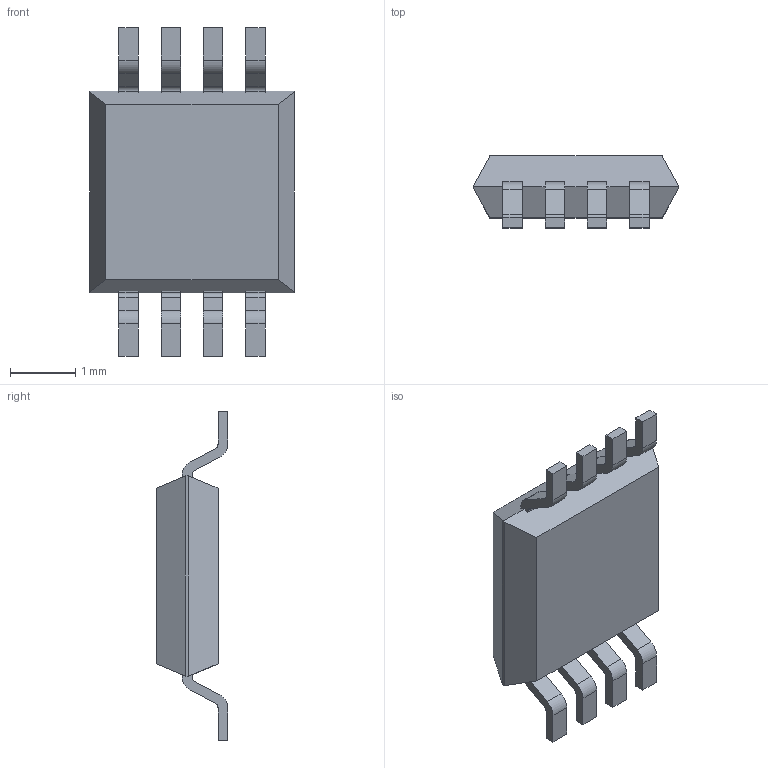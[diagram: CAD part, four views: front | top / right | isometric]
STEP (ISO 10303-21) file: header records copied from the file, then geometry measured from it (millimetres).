
FILE_DESCRIPTION( ( '' ), ' ' );
FILE_NAME( '5afe92588a1ee212262c3182.step', '2018-05-18T08:44:44', ( '' ), ( '' ), ' ', ' ', ' ' );
FILE_SCHEMA( ( 'AUTOMOTIVE_DESIGN { 1 0 10303 214 1 1 1 1 }' ) );
Length unit declared in the file: metre
Products named in the file (1): 1
Bounding box: 3.15 x 1.1 x 5.05 mm (x, y, z)
Volume: 8.5 mm3; surface area: 36 mm2
Topology: 1 solids, 1 shells, 118 faces, 345 edges, 230 vertices
Faces by surface type: plane 85, cylinder 33
Full cylindrical faces by diameter (mm): 0.5 x1
Entity records: 4850 total; most frequent: CARTESIAN_POINT 693, ORIENTED_EDGE 688, DIRECTION 648, EDGE_CURVE 344, LINE 278, VECTOR 278, VERTEX_POINT 230, AXIS2_PLACEMENT_3D 185
